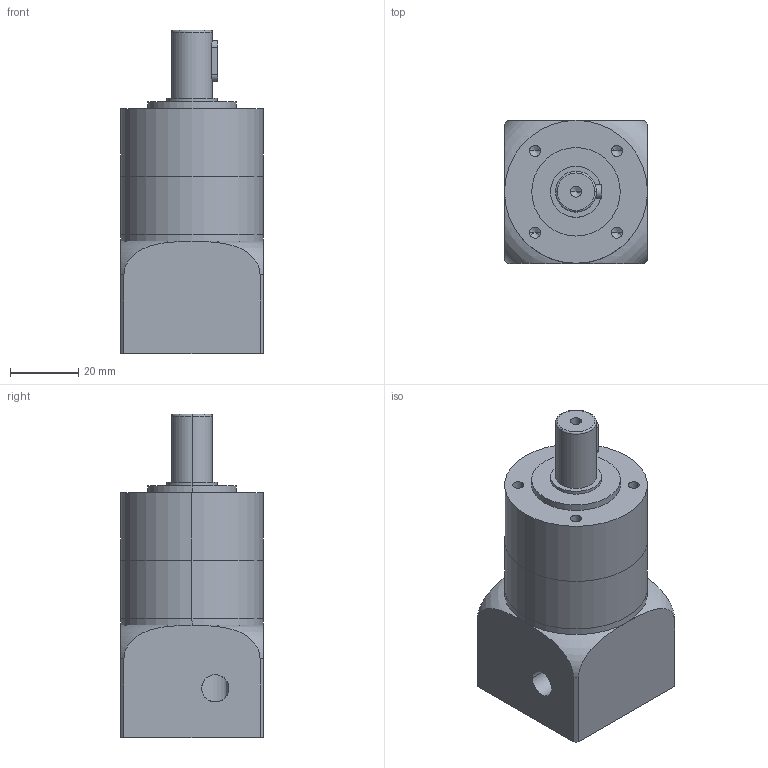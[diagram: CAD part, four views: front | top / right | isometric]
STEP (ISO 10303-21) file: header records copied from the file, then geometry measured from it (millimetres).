
FILE_DESCRIPTION (( 'STEP AP214' ), '1' );
FILE_NAME ('DL042-L1-XX-8-30-46-M4_2019.STEP', '2019-03-14T08:10:51', ( 'Y' ), ( 'NCU' ), 'SwSTEP 2.0', 'SolidWorks 2016', '' );
FILE_SCHEMA (( 'AUTOMOTIVE_DESIGN' ));
Length unit declared in the file: millimetre
Products named in the file (1): DL042-L1-XX-8-30-46-M4_2019
Bounding box: 42 x 42 x 95 mm (x, y, z)
Volume: 101731.9 mm3; surface area: 28531.9 mm2
Topology: 5 solids, 5 shells, 185 faces, 412 edges, 254 vertices
Faces by surface type: cylinder 84, plane 69, cone 26, torus 6
Entity records: 6310 total; most frequent: CARTESIAN_POINT 1262, DIRECTION 921, ORIENTED_EDGE 788, EDGE_CURVE 394, AXIS2_PLACEMENT_3D 357, VERTEX_POINT 254, EDGE_LOOP 224, VECTOR 207
